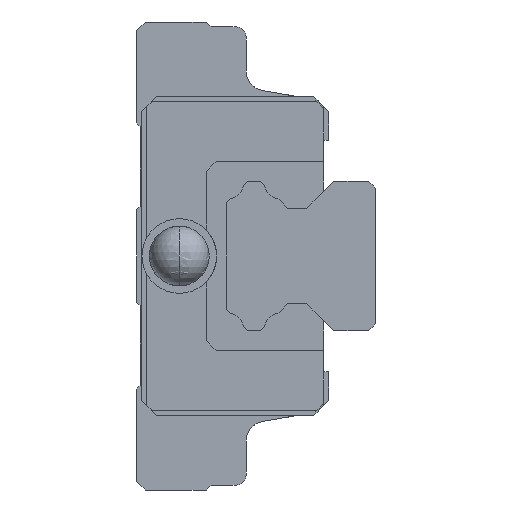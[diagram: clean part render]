
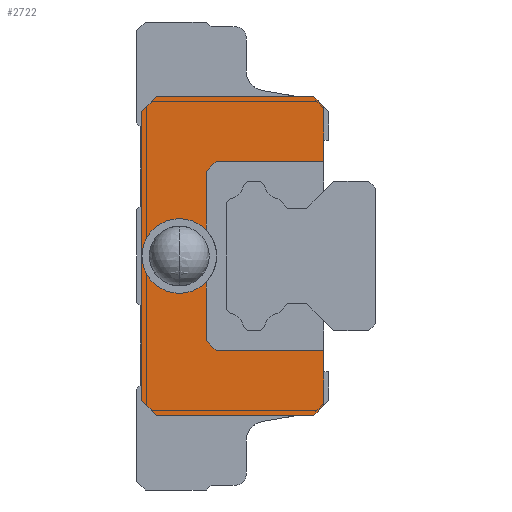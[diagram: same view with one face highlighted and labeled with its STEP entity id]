
A CAD part, left-side view. The second image highlights one B-rep face of the part: STEP entity #2722.
In plain terms, the highlighted planar face has unit normal (-1, 0, 0).
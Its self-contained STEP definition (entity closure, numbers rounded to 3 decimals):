
#1230 = VERTEX_POINT( '', #3542 );
#1348 = VERTEX_POINT( '', #3669 );
#1364 = VERTEX_POINT( '', #3685 );
#1372 = EDGE_CURVE( '', #3134, #1816, #3693, .T. );
#1416 = EDGE_CURVE( '', #1514, #3134, #3741, .T. );
#1440 = VERTEX_POINT( '', #3765 );
#1442 = EDGE_CURVE( '', #1452, #3056, #3767, .T. );
#1444 = EDGE_CURVE( '', #3056, #1230, #3769, .T. );
#1452 = VERTEX_POINT( '', #3778 );
#1456 = VERTEX_POINT( '', #3783 );
#1514 = VERTEX_POINT( '', #3846 );
#1572 = EDGE_CURVE( '', #1230, #3224, #3908, .T. );
#1582 = EDGE_CURVE( '', #1440, #1514, #3920, .T. );
#1638 = EDGE_CURVE( '', #3014, #3194, #3980, .T. );
#1686 = EDGE_CURVE( '', #2322, #2200, #4033, .T. );
#1816 = VERTEX_POINT( '', #4176 );
#1872 = EDGE_CURVE( '', #2200, #1456, #4236, .T. );
#1878 = VERTEX_POINT( '', #4242 );
#1940 = EDGE_CURVE( '', #3194, #1348, #4309, .T. );
#2200 = VERTEX_POINT( '', #4597 );
#2322 = VERTEX_POINT( '', #4738 );
#2432 = EDGE_CURVE( '', #2798, #1452, #4861, .T. );
#2520 = VERTEX_POINT( '', #4955 );
#2546 = EDGE_CURVE( '', #1878, #2322, #4985, .T. );
#2642 = EDGE_CURVE( '', #2520, #2798, #5095, .T. );
#2702 = EDGE_CURVE( '', #3072, #1364, #5165, .T. );
#2722 = ADVANCED_FACE( '', ( #5186, #5187 ), #5188, .F. );
#2798 = VERTEX_POINT( '', #5271 );
#2850 = EDGE_CURVE( '', #1816, #3014, #5331, .T. );
#2964 = EDGE_CURVE( '', #1456, #2520, #5458, .T. );
#3014 = VERTEX_POINT( '', #5513 );
#3056 = VERTEX_POINT( '', #5561 );
#3072 = VERTEX_POINT( '', #5577 );
#3110 = EDGE_CURVE( '', #1348, #3224, #5620, .T. );
#3128 = EDGE_CURVE( '', #1878, #1440, #5638, .T. );
#3134 = VERTEX_POINT( '', #5644 );
#3194 = VERTEX_POINT( '', #5711 );
#3224 = VERTEX_POINT( '', #5743 );
#3446 = EDGE_CURVE( '', #1364, #3072, #5979, .T. );
#3542 = CARTESIAN_POINT( '', ( 33.7, 5.2, 15. ) );
#3669 = CARTESIAN_POINT( '', ( 33.7, 16., 9.5 ) );
#3685 = CARTESIAN_POINT( '', ( 33.7, 17.7, 0. ) );
#3693 = CIRCLE( '', #6353, 3.751 );
#3741 = LINE( '', #6414, #6415 );
#3765 = CARTESIAN_POINT( '', ( 33.7, 16., -9.5 ) );
#3767 = LINE( '', #6456, #6457 );
#3769 = LINE( '', #6460, #6461 );
#3778 = CARTESIAN_POINT( '', ( 33.7, 22., 16. ) );
#3783 = CARTESIAN_POINT( '', ( 33.7, 22., -16. ) );
#3846 = CARTESIAN_POINT( '', ( 33.7, 17., -8.5 ) );
#3908 = LINE( '', #6651, #6652 );
#3920 = LINE( '', #6667, #6668 );
#3980 = LINE( '', #6749, #6750 );
#4033 = LINE( '', #6832, #6833 );
#4176 = CARTESIAN_POINT( '', ( 33.7, 15.949, 0. ) );
#4236 = LINE( '', #7132, #7133 );
#4242 = CARTESIAN_POINT( '', ( 33.7, 5.2, -9.5 ) );
#4309 = LINE( '', #7255, #7256 );
#4597 = CARTESIAN_POINT( '', ( 33.7, 6.2, -16. ) );
#4738 = CARTESIAN_POINT( '', ( 33.7, 5.2, -15. ) );
#4861 = LINE( '', #8009, #8010 );
#4955 = CARTESIAN_POINT( '', ( 33.7, 23.5, -14.5 ) );
#4985 = LINE( '', #8184, #8185 );
#5095 = LINE( '', #8328, #8329 );
#5165 = CIRCLE( '', #8430, 2. );
#5186 = FACE_BOUND( '', #8458, .T. );
#5187 = FACE_OUTER_BOUND( '', #8459, .T. );
#5188 = PLANE( '', #8460 );
#5271 = CARTESIAN_POINT( '', ( 33.7, 23.5, 14.5 ) );
#5331 = CIRCLE( '', #8672, 3.751 );
#5458 = LINE( '', #8840, #8841 );
#5513 = CARTESIAN_POINT( '', ( 33.7, 17., 2.604 ) );
#5561 = CARTESIAN_POINT( '', ( 33.7, 6.2, 16. ) );
#5577 = CARTESIAN_POINT( '', ( 33.7, 21.7, 0. ) );
#5620 = LINE( '', #9064, #9065 );
#5638 = LINE( '', #9093, #9094 );
#5644 = CARTESIAN_POINT( '', ( 33.7, 17., -2.604 ) );
#5711 = CARTESIAN_POINT( '', ( 33.7, 17., 8.5 ) );
#5743 = CARTESIAN_POINT( '', ( 33.7, 5.2, 9.5 ) );
#5979 = CIRCLE( '', #9618, 2. );
#6353 = AXIS2_PLACEMENT_3D( '', #9833, #9834, #9835 );
#6414 = CARTESIAN_POINT( '', ( 33.7, 17., -4.25 ) );
#6415 = VECTOR( '', #9881, 1. );
#6456 = CARTESIAN_POINT( '', ( 33.7, 6.261, 16. ) );
#6457 = VECTOR( '', #9889, 1. );
#6460 = CARTESIAN_POINT( '', ( 33.7, 1.825, 11.625 ) );
#6461 = VECTOR( '', #9890, 1. );
#6651 = CARTESIAN_POINT( '', ( 33.7, 5.2, 5.8 ) );
#6652 = VECTOR( '', #10030, 1. );
#6667 = CARTESIAN_POINT( '', ( 33.7, 15.55, -9.95 ) );
#6668 = VECTOR( '', #10048, 1. );
#6749 = CARTESIAN_POINT( '', ( 33.7, 17., -4.25 ) );
#6750 = VECTOR( '', #10133, 1. );
#6832 = CARTESIAN_POINT( '', ( 33.7, 1.325, -11.125 ) );
#6833 = VECTOR( '', #10182, 1. );
#7132 = CARTESIAN_POINT( '', ( 33.7, 5.45, -16. ) );
#7133 = VECTOR( '', #10421, 1. );
#7255 = CARTESIAN_POINT( '', ( 33.7, 16.05, 9.45 ) );
#7256 = VECTOR( '', #10479, 1. );
#8009 = CARTESIAN_POINT( '', ( 33.7, 21.675, 16.325 ) );
#8010 = VECTOR( '', #11169, 1. );
#8184 = CARTESIAN_POINT( '', ( 33.7, 5.2, 5.8 ) );
#8185 = VECTOR( '', #11313, 1. );
#8328 = CARTESIAN_POINT( '', ( 33.7, 23.5, 7.25 ) );
#8329 = VECTOR( '', #11439, 1. );
#8430 = AXIS2_PLACEMENT_3D( '', #11532, #11533, #11534 );
#8458 = EDGE_LOOP( '', ( #11550, #11551 ) );
#8459 = EDGE_LOOP( '', ( #11552, #11553, #11554, #11555, #11556, #11557, #11558, #11559, #11560, #11561, #11562, #11563, #11564, #11565, #11566, #11567, #11568 ) );
#8460 = AXIS2_PLACEMENT_3D( '', #11569, #11570, #11571 );
#8672 = AXIS2_PLACEMENT_3D( '', #11711, #11712, #11713 );
#8840 = CARTESIAN_POINT( '', ( 33.7, 22.425, -15.575 ) );
#8841 = VECTOR( '', #11870, 1. );
#9064 = CARTESIAN_POINT( '', ( 33.7, 10.35, 9.5 ) );
#9065 = VECTOR( '', #12043, 1. );
#9093 = CARTESIAN_POINT( '', ( 33.7, 4.95, -9.5 ) );
#9094 = VECTOR( '', #12056, 1. );
#9618 = AXIS2_PLACEMENT_3D( '', #12400, #12401, #12402 );
#9833 = CARTESIAN_POINT( '', ( 33.7, 19.7, 0. ) );
#9834 = DIRECTION( '', ( -1., 0., 0. ) );
#9835 = DIRECTION( '', ( 0., 1., 0. ) );
#9881 = DIRECTION( '', ( 0., 0., 1. ) );
#9889 = DIRECTION( '', ( 0., -1., 0. ) );
#9890 = DIRECTION( '', ( 0., -0.707, -0.707 ) );
#10030 = DIRECTION( '', ( 0., 0., -1. ) );
#10048 = DIRECTION( '', ( 0., 0.707, 0.707 ) );
#10133 = DIRECTION( '', ( 0., 0., 1. ) );
#10182 = DIRECTION( '', ( 0., 0.707, -0.707 ) );
#10421 = DIRECTION( '', ( 0., 1., 0. ) );
#10479 = DIRECTION( '', ( 0., -0.707, 0.707 ) );
#11169 = DIRECTION( '', ( 0., -0.707, 0.707 ) );
#11313 = DIRECTION( '', ( 0., 0., -1. ) );
#11439 = DIRECTION( '', ( 0., 0., 1. ) );
#11532 = CARTESIAN_POINT( '', ( 33.7, 19.7, 0. ) );
#11533 = DIRECTION( '', ( 1., 0., 0. ) );
#11534 = DIRECTION( '', ( 0., 1., 0. ) );
#11550 = ORIENTED_EDGE( '', *, *, #2702, .T. );
#11551 = ORIENTED_EDGE( '', *, *, #3446, .T. );
#11552 = ORIENTED_EDGE( '', *, *, #1638, .T. );
#11553 = ORIENTED_EDGE( '', *, *, #1940, .T. );
#11554 = ORIENTED_EDGE( '', *, *, #3110, .T. );
#11555 = ORIENTED_EDGE( '', *, *, #1572, .F. );
#11556 = ORIENTED_EDGE( '', *, *, #1444, .F. );
#11557 = ORIENTED_EDGE( '', *, *, #1442, .F. );
#11558 = ORIENTED_EDGE( '', *, *, #2432, .F. );
#11559 = ORIENTED_EDGE( '', *, *, #2642, .F. );
#11560 = ORIENTED_EDGE( '', *, *, #2964, .F. );
#11561 = ORIENTED_EDGE( '', *, *, #1872, .F. );
#11562 = ORIENTED_EDGE( '', *, *, #1686, .F. );
#11563 = ORIENTED_EDGE( '', *, *, #2546, .F. );
#11564 = ORIENTED_EDGE( '', *, *, #3128, .T. );
#11565 = ORIENTED_EDGE( '', *, *, #1582, .T. );
#11566 = ORIENTED_EDGE( '', *, *, #1416, .T. );
#11567 = ORIENTED_EDGE( '', *, *, #1372, .T. );
#11568 = ORIENTED_EDGE( '', *, *, #2850, .T. );
#11569 = CARTESIAN_POINT( '', ( 33.7, 4.7, 0. ) );
#11570 = DIRECTION( '', ( 1., 0., 0. ) );
#11571 = DIRECTION( '', ( 0., 0., -1. ) );
#11711 = CARTESIAN_POINT( '', ( 33.7, 19.7, 0. ) );
#11712 = DIRECTION( '', ( -1., 0., 0. ) );
#11713 = DIRECTION( '', ( 0., 1., 0. ) );
#11870 = DIRECTION( '', ( 0., 0.707, 0.707 ) );
#12043 = DIRECTION( '', ( 0., -1., 0. ) );
#12056 = DIRECTION( '', ( 0., 1., 0. ) );
#12400 = CARTESIAN_POINT( '', ( 33.7, 19.7, 0. ) );
#12401 = DIRECTION( '', ( 1., 0., 0. ) );
#12402 = DIRECTION( '', ( 0., 1., 0. ) );
